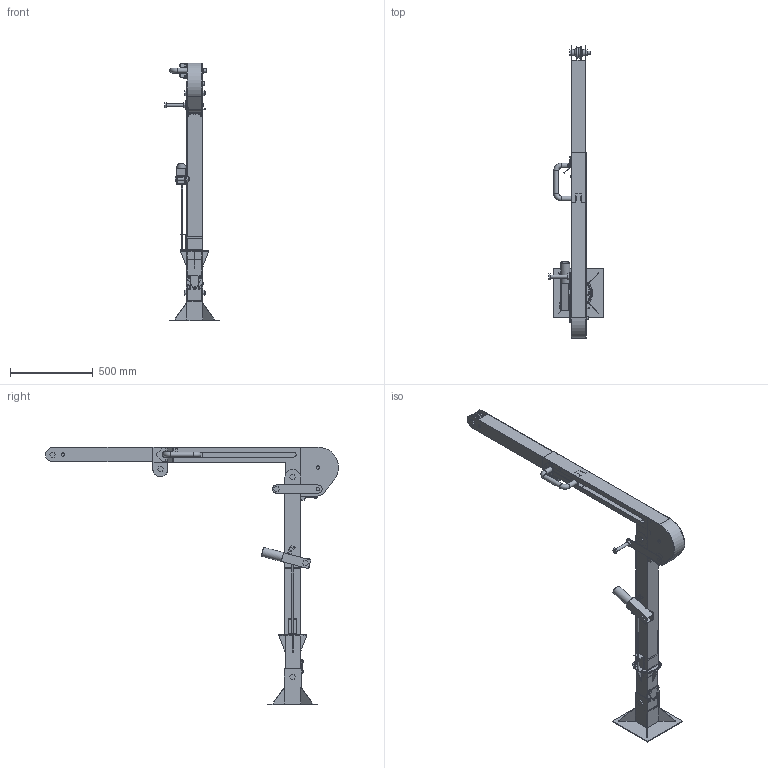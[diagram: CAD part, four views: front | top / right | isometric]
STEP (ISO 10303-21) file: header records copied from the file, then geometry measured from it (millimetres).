
FILE_DESCRIPTION(/* description */ ('STEP AP242','CAx-IF Rec.Pracs.---Representation and Presentation of Product Manufacturing Information (PMI)---4.0---2014-10-13','CAx-IF Rec.Pracs.---3D Tessellated Geometry---0.4---2014-09-14','2;1','CAx-IF Rec.Pracs.---User Defined Attributes---1.5---2016-08-15'),/* implementation_level */ '2;1');
FILE_NAME(/* name */ '6918aa42bcdba092b7d68b66',/* time_stamp */ '2025-11-15T16:28:52Z',/* author */ (''),/* organization */ (''),/* preprocessor_version */ 'ST-DEVELOPER v20',/* originating_system */ 'ONSHAPE BY PTC INC, 1.206',/* authorisation */ ' ');
FILE_SCHEMA (('AP242_MANAGED_MODEL_BASED_3D_ENGINEERING_MIM_LF { 1 0 10303 442 1 1 4 }'));
Length unit declared in the file: millimetre
Products named in the file (39): treuil seul assembl�; galet_ext; disque; vis_20x110mm; tambour; vis_8x25mm; extension_du_bras; ecrou_20mm; plaque_du_carter; cliquet; platine; tige; poignee_de_blocage; roulement_40x20x10; loquet_glissiere; verrou_mat_droit; verrou_bras; rondelle; couvre_verrou; bras; galet_int; arbre; support_poign�e_de_blocage; guide_de_tige; axe; base; manivelle; verrou_bras_2; plaque_de_cote_du_tambour; mat_2; mat_1; verrou_mat_gauche; vis_20x75mm; poignee_glissiere; poulie; Spur_gear_50_teeth; Spur_gear_19_teeth
Assembly tree (55 placements, depth 2):
  treuil seul assembl�
    galet_ext
    disque
    vis_20x110mm  x4
    tambour
    vis_8x25mm  x8
    extension_du_bras
    ecrou_20mm  x3
    plaque_du_carter  x2
    ecrou_20mm  x2
    ecrou_20mm
    cliquet
    platine
    tige
    poignee_de_blocage
    roulement_40x20x10  x2
    loquet_glissiere
    verrou_mat_droit
    verrou_bras
    rondelle
    couvre_verrou  x2
    bras
    galet_int
    arbre
    support_poign�e_de_blocage
    guide_de_tige
    axe  x2
    base
    manivelle
    verrou_bras_2
    plaque_de_cote_du_tambour
    mat_2
    mat_1
    verrou_mat_gauche
    vis_20x75mm
    poignee_glissiere
    poulie
    Spur_gear_50_teeth
    Spur_gear_19_teeth
Bounding box: 331 x 1771.99 x 1559.5 mm (x, y, z)
Volume: 5571819.1 mm3; surface area: 3701965.6 mm2
Topology: 55 solids, 58 shells, 1394 faces, 3720 edges, 2460 vertices
Faces by surface type: plane 689, cylinder 552, bspline 140, torus 9, cone 4
Full cylindrical faces by diameter (mm): 5.5 x2, 8 x12, 8.2 x16, 9.5 x4, 10 x3, 10.5 x28, 19 x1, 19.5 x19, 19.7 x4, 20 x36, 29.5 x5, 30 x2, 39 x3, 40 x6, 45 x1, 48 x2, 52 x1, 55 x1, 60 x2, 80 x2, 91 x1, 116 x1, 120 x1, 171.522 x1, 200 x1
Entity records: 47088 total; most frequent: CARTESIAN_POINT 15852, ORIENTED_EDGE 6226, DIRECTION 6101, EDGE_CURVE 3113, AXIS2_PLACEMENT_3D 2158, VERTEX_POINT 2141, LINE 1785, VECTOR 1785
